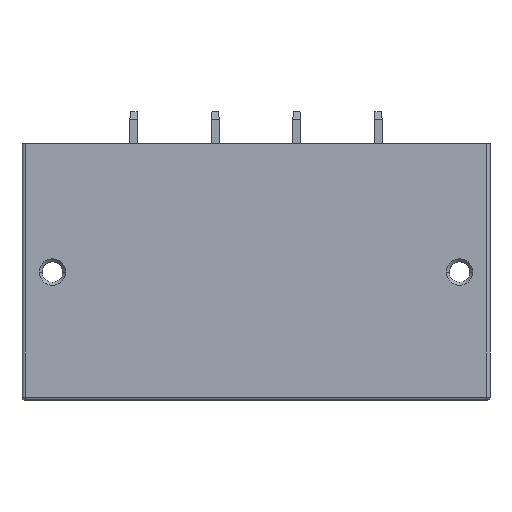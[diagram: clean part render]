
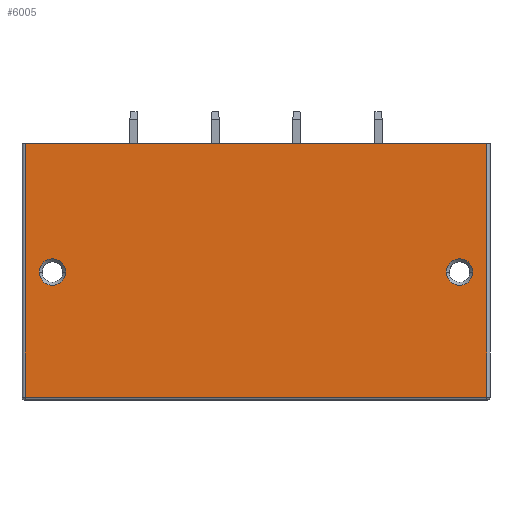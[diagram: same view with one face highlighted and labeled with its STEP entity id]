
A CAD part, left-side view. The second image highlights one B-rep face of the part: STEP entity #6005.
In plain terms, the highlighted planar face has unit normal (-1, 0, 0).
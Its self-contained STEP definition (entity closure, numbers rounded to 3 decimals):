
#236=DIRECTION('',(0.,1.,0.));
#237=VECTOR('',#236,57.6);
#238=CARTESIAN_POINT('',(-6.7,-50.04,16.));
#239=LINE('',#238,#237);
#1370=CARTESIAN_POINT('',(-6.7,4.16,0.));
#1371=DIRECTION('',(1.,0.,0.));
#1372=DIRECTION('',(0.,-1.,0.));
#1373=AXIS2_PLACEMENT_3D('',#1370,#1371,#1372);
#1375=CARTESIAN_POINT('',(-6.7,4.16,0.));
#1376=DIRECTION('',(1.,0.,0.));
#1377=DIRECTION('',(0.,1.,0.));
#1378=AXIS2_PLACEMENT_3D('',#1375,#1376,#1377);
#1380=CARTESIAN_POINT('',(-6.7,-46.64,0.));
#1381=DIRECTION('',(-1.,0.,0.));
#1382=DIRECTION('',(0.,1.,0.));
#1383=AXIS2_PLACEMENT_3D('',#1380,#1381,#1382);
#1385=CARTESIAN_POINT('',(-6.7,-46.64,0.));
#1386=DIRECTION('',(-1.,0.,0.));
#1387=DIRECTION('',(0.,-1.,0.));
#1388=AXIS2_PLACEMENT_3D('',#1385,#1386,#1387);
#1390=DIRECTION('',(0.,0.,-1.));
#1391=VECTOR('',#1390,31.6);
#1392=CARTESIAN_POINT('',(-6.7,-50.04,16.));
#1393=LINE('',#1392,#1391);
#1394=DIRECTION('',(0.,0.,1.));
#1395=VECTOR('',#1394,31.6);
#1396=CARTESIAN_POINT('',(-6.7,7.56,-15.6));
#1397=LINE('',#1396,#1395);
#1483=DIRECTION('',(0.,-1.,0.));
#1484=VECTOR('',#1483,57.6);
#1485=CARTESIAN_POINT('',(-6.7,7.56,-15.6));
#1486=LINE('',#1485,#1484);
#3706=CARTESIAN_POINT('',(-6.7,2.51,0.));
#3707=CARTESIAN_POINT('',(-6.7,5.81,0.));
#3708=VERTEX_POINT('',#3706);
#3709=VERTEX_POINT('',#3707);
#3741=CARTESIAN_POINT('',(-6.7,7.56,16.));
#3743=VERTEX_POINT('',#3741);
#3744=CARTESIAN_POINT('',(-6.7,7.56,-15.6));
#3745=VERTEX_POINT('',#3744);
#3816=CARTESIAN_POINT('',(-6.7,-44.99,0.));
#3817=CARTESIAN_POINT('',(-6.7,-48.29,0.));
#3818=VERTEX_POINT('',#3816);
#3819=VERTEX_POINT('',#3817);
#3852=CARTESIAN_POINT('',(-6.7,-50.04,-15.6));
#3853=VERTEX_POINT('',#3852);
#3854=CARTESIAN_POINT('',(-6.7,-50.04,16.));
#3856=VERTEX_POINT('',#3854);
#5983=CARTESIAN_POINT('',(-6.7,0.,-15.6));
#5984=DIRECTION('',(-1.,0.,0.));
#5985=DIRECTION('',(0.,0.,1.));
#5986=AXIS2_PLACEMENT_3D('',#5983,#5984,#5985);
#5987=PLANE('',#5986);
#5989=ORIENTED_EDGE('',*,*,#5988,.T.);
#5991=ORIENTED_EDGE('',*,*,#5990,.F.);
#5993=ORIENTED_EDGE('',*,*,#5992,.T.);
#5994=ORIENTED_EDGE('',*,*,#3869,.F.);
#5995=EDGE_LOOP('',(#5989,#5991,#5993,#5994));
#5996=FACE_OUTER_BOUND('',#5995,.F.);
#5997=ORIENTED_EDGE('',*,*,#5767,.T.);
#5998=ORIENTED_EDGE('',*,*,#5823,.T.);
#5999=EDGE_LOOP('',(#5997,#5998));
#6000=FACE_BOUND('',#5999,.F.);
#6001=ORIENTED_EDGE('',*,*,#5671,.F.);
#6002=ORIENTED_EDGE('',*,*,#5700,.F.);
#6003=EDGE_LOOP('',(#6001,#6002));
#6004=FACE_BOUND('',#6003,.F.);
#1374=CIRCLE('',#1373,1.65);
#1379=CIRCLE('',#1378,1.65);
#1384=CIRCLE('',#1383,1.65);
#1389=CIRCLE('',#1388,1.65);
#3869=EDGE_CURVE('',#3856,#3743,#239,.T.);
#5671=EDGE_CURVE('',#3708,#3709,#1374,.T.);
#5700=EDGE_CURVE('',#3709,#3708,#1379,.T.);
#5767=EDGE_CURVE('',#3818,#3819,#1384,.T.);
#5823=EDGE_CURVE('',#3819,#3818,#1389,.T.);
#5988=EDGE_CURVE('',#3856,#3853,#1393,.T.);
#5990=EDGE_CURVE('',#3745,#3853,#1486,.T.);
#5992=EDGE_CURVE('',#3745,#3743,#1397,.T.);
#6005=ADVANCED_FACE('',(#5996,#6000,#6004),#5987,.T.);
